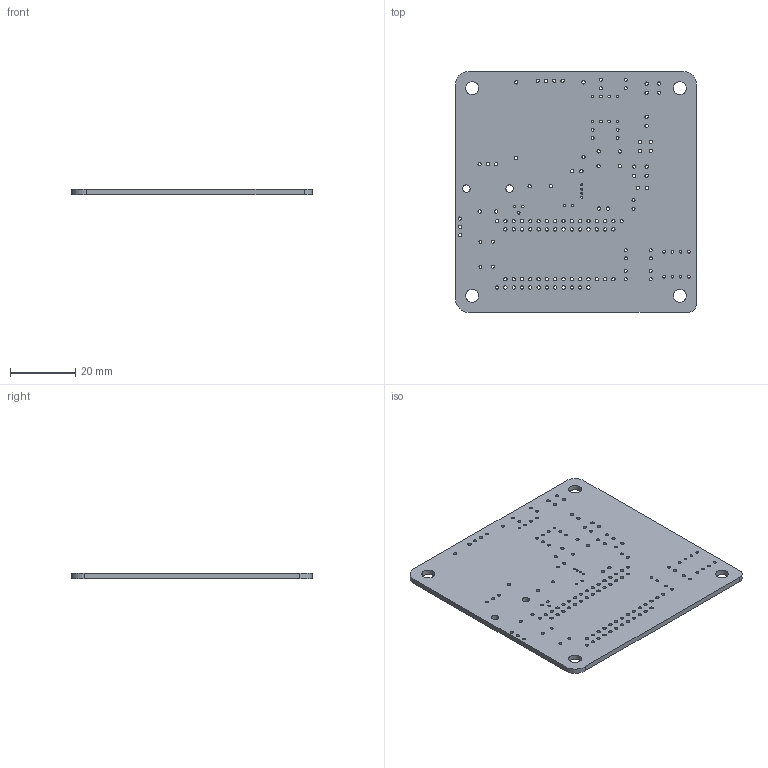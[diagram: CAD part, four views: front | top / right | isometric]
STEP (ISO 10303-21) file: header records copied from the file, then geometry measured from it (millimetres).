
FILE_DESCRIPTION(('KiCad electronic assembly'),'2;1');
FILE_NAME('air_flow.step','2020-03-22T13:31:54',('An Author'),( 'A Company'),'Open CASCADE STEP processor 6.9', 'KiCad to STEP converter','Unknown');
FILE_SCHEMA(('AUTOMOTIVE_DESIGN { 1 0 10303 214 1 1 1 1 }'));
Length unit declared in the file: millimetre
Products named in the file (2): Open CASCADE STEP translator 6.9 1; COMPOUND
Assembly tree (1 placements, depth 2):
  Open CASCADE STEP translator 6.9 1
    COMPOUND
Bounding box: 73.66 x 73.66 x 1.6 mm (x, y, z)
Volume: 8403.6 mm3; surface area: 11764 mm2
Topology: 1 solids, 1 shells, 161 faces, 477 edges, 318 vertices
Faces by surface type: cylinder 155, plane 6
Full cylindrical faces by diameter (mm): 0.635 x4, 0.7 x2, 0.813 x19, 0.9 x20, 0.965 x5, 1 x28, 1.016 x67, 2.286 x2, 3.969 x4
Entity records: 12433 total; most frequent: DIRECTION 2067, CARTESIAN_POINT 1912, ORIENTED_EDGE 954, PCURVE 954, DEFINITIONAL_REPRESENTATION 954, LINE 811, VECTOR 811, CIRCLE 620
